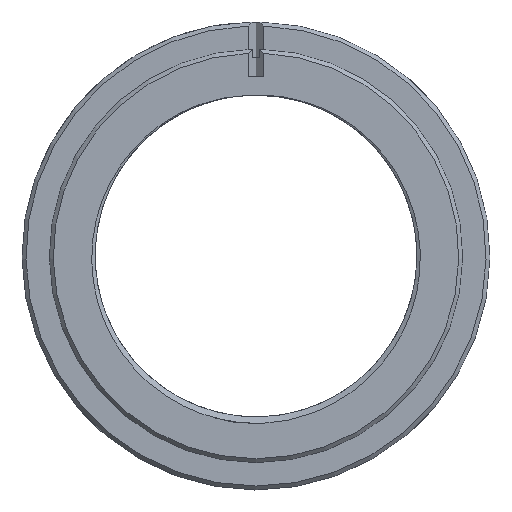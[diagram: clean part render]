
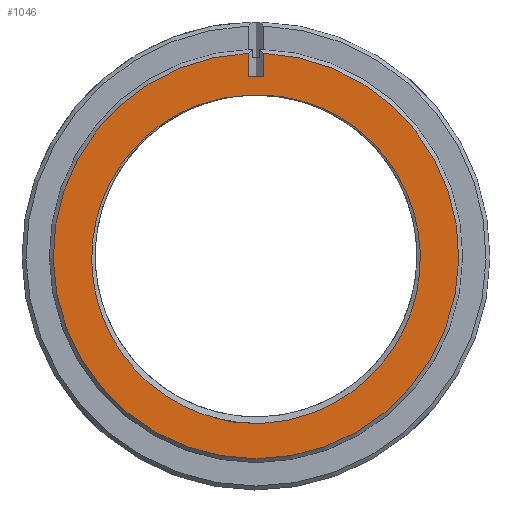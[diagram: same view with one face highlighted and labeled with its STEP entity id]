
A CAD part, top view. The second image highlights one B-rep face of the part: STEP entity #1046.
In plain terms, the highlighted planar face has unit normal (0, 0, 1).
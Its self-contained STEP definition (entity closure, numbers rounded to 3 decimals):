
#124=LINE('',#1492,#150);
#126=LINE('',#1498,#152);
#150=VECTOR('',#1247,1000.);
#152=VECTOR('',#1253,1000.);
#178=PLANE('',#1149);
#204=B_SPLINE_CURVE_WITH_KNOTS('',3,(#1564,#1565,#1566,#1567,#1568,#1569,
#1570,#1571,#1572,#1573,#1574,#1575,#1576,#1577,#1578),.UNSPECIFIED.,.F.,
 .F.,(4,1,1,1,1,1,1,1,1,1,1,1,4),(0.,0.008,
0.017,0.025,0.029,0.033,
0.037,0.042,0.05,0.054,
0.058,0.062,0.066),.UNSPECIFIED.);
#205=B_SPLINE_CURVE_WITH_KNOTS('',3,(#1581,#1582,#1583,#1584,#1585,#1586,
#1587,#1588,#1589,#1590,#1591,#1592),.UNSPECIFIED.,.F.,.F.,(4,1,1,1,1,1,
1,1,1,4),(0.,0.008,0.017,0.025,0.033,
0.041,0.05,0.058,0.062,
0.066),.UNSPECIFIED.);
#266=ORIENTED_EDGE('',*,*,#571,.F.);
#267=ORIENTED_EDGE('',*,*,#572,.F.);
#268=ORIENTED_EDGE('',*,*,#559,.F.);
#269=ORIENTED_EDGE('',*,*,#573,.T.);
#270=ORIENTED_EDGE('',*,*,#562,.F.);
#271=ORIENTED_EDGE('',*,*,#574,.T.);
#559=EDGE_CURVE('',#712,#713,#124,.T.);
#562=EDGE_CURVE('',#715,#716,#126,.T.);
#571=EDGE_CURVE('',#723,#724,#204,.T.);
#572=EDGE_CURVE('',#724,#723,#205,.T.);
#573=EDGE_CURVE('',#712,#716,#831,.T.);
#574=EDGE_CURVE('',#715,#713,#832,.T.);
#712=VERTEX_POINT('',#1491);
#713=VERTEX_POINT('',#1493);
#715=VERTEX_POINT('',#1499);
#716=VERTEX_POINT('',#1500);
#723=VERTEX_POINT('',#1579);
#724=VERTEX_POINT('',#1580);
#831=CIRCLE('',#1150,26.);
#832=CIRCLE('',#1151,23.);
#869=EDGE_LOOP('',(#266,#267));
#870=EDGE_LOOP('',(#268,#269,#270,#271));
#952=FACE_BOUND('',#869,.T.);
#953=FACE_BOUND('',#870,.T.);
#1046=ADVANCED_FACE('',(#952,#953),#178,.T.);
#1149=AXIS2_PLACEMENT_3D('',#1563,#1265,#1266);
#1150=AXIS2_PLACEMENT_3D('',#1593,#1267,#1268);
#1151=AXIS2_PLACEMENT_3D('',#1594,#1269,#1270);
#1247=DIRECTION('',(0.,-1.,0.));
#1253=DIRECTION('',(0.,1.,0.));
#1265=DIRECTION('',(0.,0.,1.));
#1266=DIRECTION('',(0.028,-1.,0.));
#1267=DIRECTION('',(0.,0.,1.));
#1268=DIRECTION('',(0.766,0.643,0.));
#1269=DIRECTION('',(0.,0.,1.));
#1270=DIRECTION('',(0.766,0.643,0.));
#1491=CARTESIAN_POINT('',(-1.001,25.981,0.));
#1492=CARTESIAN_POINT('',(-1.001,0.002,0.));
#1493=CARTESIAN_POINT('',(-1.001,22.979,0.));
#1498=CARTESIAN_POINT('',(0.999,0.002,0.));
#1499=CARTESIAN_POINT('',(0.999,22.979,0.));
#1500=CARTESIAN_POINT('',(0.999,25.981,0.));
#1563=CARTESIAN_POINT('',(147.146,104.149,0.));
#1564=CARTESIAN_POINT('',(-0.572,20.628,0.));
#1565=CARTESIAN_POINT('',(-3.344,20.588,0.));
#1566=CARTESIAN_POINT('',(-8.865,19.369,0.));
#1567=CARTESIAN_POINT('',(-15.715,14.538,0.));
#1568=CARTESIAN_POINT('',(-19.474,8.558,0.));
#1569=CARTESIAN_POINT('',(-20.916,3.182,0.));
#1570=CARTESIAN_POINT('',(-21.187,-0.95,0.));
#1571=CARTESIAN_POINT('',(-20.655,-5.051,0.));
#1572=CARTESIAN_POINT('',(-18.877,-10.329,0.));
#1573=CARTESIAN_POINT('',(-15.612,-14.91,0.));
#1574=CARTESIAN_POINT('',(-11.207,-18.32,0.));
#1575=CARTESIAN_POINT('',(-7.513,-20.173,0.));
#1576=CARTESIAN_POINT('',(-3.527,-21.291,0.));
#1577=CARTESIAN_POINT('',(-0.75,-21.514,0.));
#1578=CARTESIAN_POINT('',(0.636,-21.491,0.));
#1579=CARTESIAN_POINT('',(-0.572,20.628,0.));
#1580=CARTESIAN_POINT('',(0.636,-21.491,0.));
#1581=CARTESIAN_POINT('',(0.636,-21.491,0.));
#1582=CARTESIAN_POINT('',(3.403,-21.374,0.));
#1583=CARTESIAN_POINT('',(8.886,-20.047,0.));
#1584=CARTESIAN_POINT('',(15.681,-15.18,0.));
#1585=CARTESIAN_POINT('',(20.198,-8.02,0.));
#1586=CARTESIAN_POINT('',(21.611,0.325,0.));
#1587=CARTESIAN_POINT('',(19.767,8.484,0.));
#1588=CARTESIAN_POINT('',(14.876,15.405,0.));
#1589=CARTESIAN_POINT('',(8.891,19.114,0.));
#1590=CARTESIAN_POINT('',(3.578,20.518,0.));
#1591=CARTESIAN_POINT('',(0.809,20.684,0.));
#1592=CARTESIAN_POINT('',(-0.572,20.628,0.));
#1593=CARTESIAN_POINT('',(0.,0.,0.));
#1594=CARTESIAN_POINT('',(-0.002,0.001,0.));
